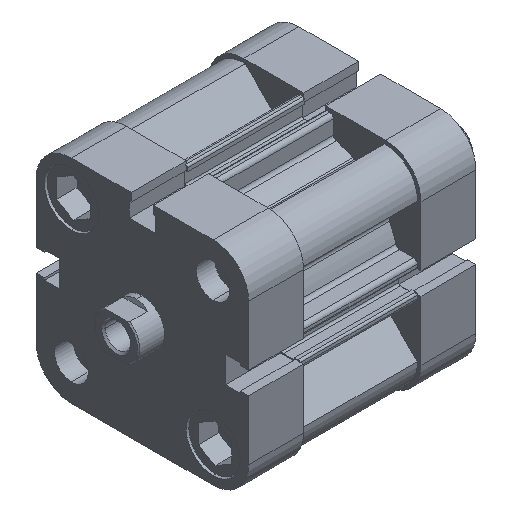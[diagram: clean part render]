
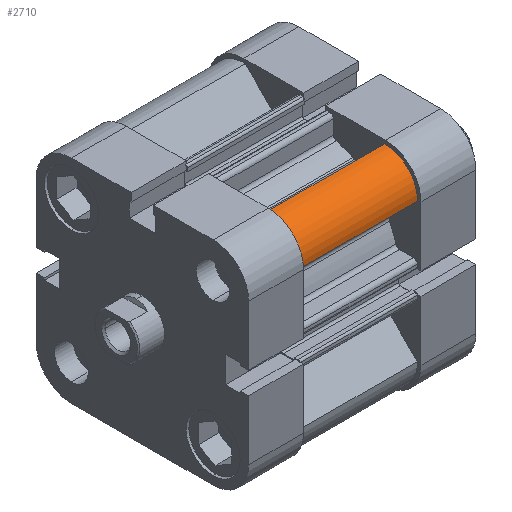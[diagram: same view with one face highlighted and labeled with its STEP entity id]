
A CAD part, isometric view. The second image highlights one B-rep face of the part: STEP entity #2710.
In plain terms, the highlighted cylindrical face has radius 8.5 mm (diameter 17 mm), a partial arc.
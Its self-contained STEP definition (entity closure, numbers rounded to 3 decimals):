
#115 = CARTESIAN_POINT ( 'NONE',  ( 27.493, -18.654, 31.5 ) ) ;
#341 = CARTESIAN_POINT ( 'NONE',  ( 18.654, -27.493, 31.5 ) ) ;
#386 = CARTESIAN_POINT ( 'NONE',  ( 27.493, -18.654, 0. ) ) ;
#489 = CARTESIAN_POINT ( 'NONE',  ( 18.654, -27.493, 0. ) ) ;
#1282 = CARTESIAN_POINT ( 'NONE',  ( 19., -19., 31.5 ) ) ;
#1291 = DIRECTION ( 'NONE',  ( 0., 0., 1. ) ) ;
#1292 = DIRECTION ( 'NONE',  ( -1., 0., 0. ) ) ;
#1576 = CARTESIAN_POINT ( 'NONE',  ( 19., -19., 0. ) ) ;
#1584 = DIRECTION ( 'NONE',  ( 0., 0., 1. ) ) ;
#1585 = DIRECTION ( 'NONE',  ( -1., 0., 0. ) ) ;
#1710 = CARTESIAN_POINT ( 'NONE',  ( 27.493, -18.654, 31.5 ) ) ;
#1711 = DIRECTION ( 'NONE',  ( 0., 0., -1. ) ) ;
#1738 = CARTESIAN_POINT ( 'NONE',  ( 18.654, -27.493, 31.5 ) ) ;
#1739 = DIRECTION ( 'NONE',  ( 0., 0., -1. ) ) ;
#2710 = ADVANCED_FACE ( 'NONE', ( #7006 ), #7008, .T. ) ;
#2931 = VERTEX_POINT ( 'NONE', #115 ) ;
#3232 = VERTEX_POINT ( 'NONE', #341 ) ;
#3294 = VERTEX_POINT ( 'NONE', #386 ) ;
#3418 = VERTEX_POINT ( 'NONE', #489 ) ;
#3563 = CIRCLE ( 'NONE', #6119, 8.5 ) ;
#3639 = LINE ( 'NONE', #1710, #3640 ) ;
#3640 = VECTOR ( 'NONE', #1711, 1000. ) ;
#3667 = LINE ( 'NONE', #1738, #3668 ) ;
#3668 = VECTOR ( 'NONE', #1739, 1000. ) ;
#4084 = ORIENTED_EDGE ( 'NONE', *, *, #5539, .T. ) ;
#4085 = ORIENTED_EDGE ( 'NONE', *, *, #5357, .F. ) ;
#4086 = ORIENTED_EDGE ( 'NONE', *, *, #5525, .F. ) ;
#4087 = ORIENTED_EDGE ( 'NONE', *, *, #5474, .T. ) ;
#5357 = EDGE_CURVE ( 'NONE', #3232, #2931, #7695, .T. ) ;
#5474 = EDGE_CURVE ( 'NONE', #3418, #3294, #3563, .T. ) ;
#5525 = EDGE_CURVE ( 'NONE', #2931, #3294, #3639, .T. ) ;
#5539 = EDGE_CURVE ( 'NONE', #3232, #3418, #3667, .T. ) ;
#5846 = AXIS2_PLACEMENT_3D ( 'NONE', #7788, #7789, #7790 ) ;
#6062 = AXIS2_PLACEMENT_3D ( 'NONE', #1282, #1291, #1292 ) ;
#6119 = AXIS2_PLACEMENT_3D ( 'NONE', #1576, #1584, #1585 ) ;
#6722 = EDGE_LOOP ( 'NONE', ( #4087, #4086, #4085, #4084 ) ) ;
#7006 = FACE_OUTER_BOUND ( 'NONE', #6722, .T. ) ;
#7008 = CYLINDRICAL_SURFACE ( 'NONE', #5846, 8.5 ) ;
#7695 = CIRCLE ( 'NONE', #6062, 8.5 ) ;
#7788 = CARTESIAN_POINT ( 'NONE',  ( 19., -19., 31.5 ) ) ;
#7789 = DIRECTION ( 'NONE',  ( 0., 0., -1. ) ) ;
#7790 = DIRECTION ( 'NONE',  ( -1., 0., 0. ) ) ;
